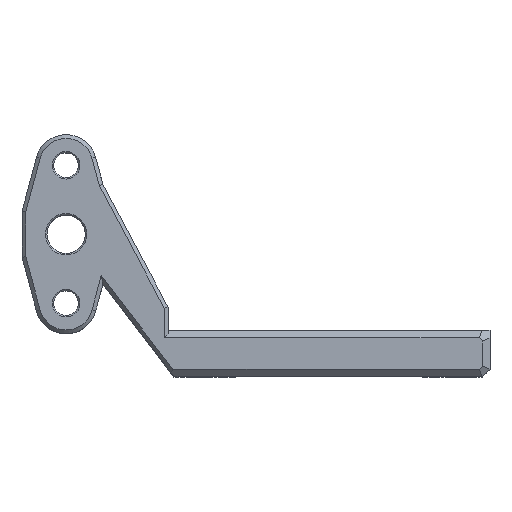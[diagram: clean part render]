
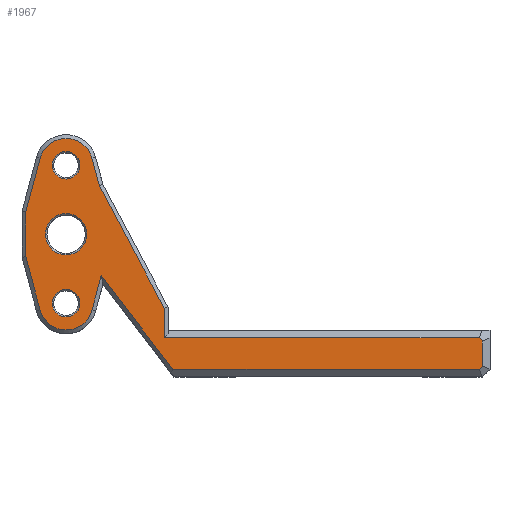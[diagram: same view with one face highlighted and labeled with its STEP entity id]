
A CAD part, top view. The second image highlights one B-rep face of the part: STEP entity #1967.
In plain terms, the highlighted planar face has unit normal (0, 0, 1).
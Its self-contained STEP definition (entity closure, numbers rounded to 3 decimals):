
#32=FACE_BOUND('',#287,.T.);
#33=FACE_BOUND('',#288,.T.);
#34=FACE_BOUND('',#289,.T.);
#80=CIRCLE('',#2123,2.7);
#84=CIRCLE('',#2130,3.5);
#85=CIRCLE('',#2131,3.5);
#86=CIRCLE('',#2132,1.8);
#87=CIRCLE('',#2133,1.8);
#173=FACE_OUTER_BOUND('',#286,.T.);
#286=EDGE_LOOP('',(#1544,#1545,#1546,#1547,#1548,#1549,#1550,#1551,#1552,
#1553,#1554,#1555,#1556,#1557,#1558));
#287=EDGE_LOOP('',(#1559));
#288=EDGE_LOOP('',(#1560));
#289=EDGE_LOOP('',(#1561));
#462=LINE('',#3065,#686);
#465=LINE('',#3070,#689);
#471=LINE('',#3094,#695);
#472=LINE('',#3096,#696);
#473=LINE('',#3099,#697);
#474=LINE('',#3101,#698);
#475=LINE('',#3103,#699);
#476=LINE('',#3105,#700);
#477=LINE('',#3107,#701);
#478=LINE('',#3109,#702);
#479=LINE('',#3111,#703);
#480=LINE('',#3113,#704);
#481=LINE('',#3116,#705);
#686=VECTOR('',#2474,10.);
#689=VECTOR('',#2479,10.);
#695=VECTOR('',#2503,10.);
#696=VECTOR('',#2504,10.);
#697=VECTOR('',#2507,10.);
#698=VECTOR('',#2508,10.);
#699=VECTOR('',#2509,10.);
#700=VECTOR('',#2510,10.);
#701=VECTOR('',#2511,10.);
#702=VECTOR('',#2512,10.);
#703=VECTOR('',#2513,10.);
#704=VECTOR('',#2514,10.);
#705=VECTOR('',#2517,10.);
#910=VERTEX_POINT('',#3062);
#911=VERTEX_POINT('',#3064);
#912=VERTEX_POINT('',#3068);
#915=VERTEX_POINT('',#3078);
#920=VERTEX_POINT('',#3092);
#921=VERTEX_POINT('',#3093);
#922=VERTEX_POINT('',#3095);
#923=VERTEX_POINT('',#3097);
#924=VERTEX_POINT('',#3100);
#925=VERTEX_POINT('',#3102);
#926=VERTEX_POINT('',#3104);
#927=VERTEX_POINT('',#3106);
#928=VERTEX_POINT('',#3108);
#929=VERTEX_POINT('',#3110);
#930=VERTEX_POINT('',#3112);
#931=VERTEX_POINT('',#3114);
#932=VERTEX_POINT('',#3117);
#933=VERTEX_POINT('',#3119);
#1135=EDGE_CURVE('',#910,#911,#462,.T.);
#1138=EDGE_CURVE('',#912,#910,#465,.T.);
#1142=EDGE_CURVE('',#915,#915,#80,.T.);
#1149=EDGE_CURVE('',#920,#921,#471,.T.);
#1150=EDGE_CURVE('',#922,#920,#472,.T.);
#1151=EDGE_CURVE('',#923,#922,#84,.T.);
#1152=EDGE_CURVE('',#911,#923,#473,.T.);
#1153=EDGE_CURVE('',#924,#912,#474,.T.);
#1154=EDGE_CURVE('',#925,#924,#475,.T.);
#1155=EDGE_CURVE('',#926,#925,#476,.T.);
#1156=EDGE_CURVE('',#927,#926,#477,.T.);
#1157=EDGE_CURVE('',#928,#927,#478,.T.);
#1158=EDGE_CURVE('',#929,#928,#479,.T.);
#1159=EDGE_CURVE('',#930,#929,#480,.T.);
#1160=EDGE_CURVE('',#931,#930,#85,.T.);
#1161=EDGE_CURVE('',#921,#931,#481,.T.);
#1162=EDGE_CURVE('',#932,#932,#86,.T.);
#1163=EDGE_CURVE('',#933,#933,#87,.T.);
#1544=ORIENTED_EDGE('',*,*,#1149,.F.);
#1545=ORIENTED_EDGE('',*,*,#1150,.F.);
#1546=ORIENTED_EDGE('',*,*,#1151,.F.);
#1547=ORIENTED_EDGE('',*,*,#1152,.F.);
#1548=ORIENTED_EDGE('',*,*,#1135,.F.);
#1549=ORIENTED_EDGE('',*,*,#1138,.F.);
#1550=ORIENTED_EDGE('',*,*,#1153,.F.);
#1551=ORIENTED_EDGE('',*,*,#1154,.F.);
#1552=ORIENTED_EDGE('',*,*,#1155,.F.);
#1553=ORIENTED_EDGE('',*,*,#1156,.F.);
#1554=ORIENTED_EDGE('',*,*,#1157,.F.);
#1555=ORIENTED_EDGE('',*,*,#1158,.F.);
#1556=ORIENTED_EDGE('',*,*,#1159,.F.);
#1557=ORIENTED_EDGE('',*,*,#1160,.F.);
#1558=ORIENTED_EDGE('',*,*,#1161,.F.);
#1559=ORIENTED_EDGE('',*,*,#1162,.F.);
#1560=ORIENTED_EDGE('',*,*,#1163,.F.);
#1561=ORIENTED_EDGE('',*,*,#1142,.F.);
#1878=PLANE('',#2129);
#1967=ADVANCED_FACE('',(#173,#32,#33,#34),#1878,.T.);
#2123=AXIS2_PLACEMENT_3D('',#3079,#2487,#2488);
#2129=AXIS2_PLACEMENT_3D('',#3091,#2501,#2502);
#2130=AXIS2_PLACEMENT_3D('',#3098,#2505,#2506);
#2131=AXIS2_PLACEMENT_3D('',#3115,#2515,#2516);
#2132=AXIS2_PLACEMENT_3D('',#3118,#2518,#2519);
#2133=AXIS2_PLACEMENT_3D('',#3120,#2520,#2521);
#2474=DIRECTION('',(-0.608,0.794,0.));
#2479=DIRECTION('',(-1.,0.,0.));
#2487=DIRECTION('center_axis',(0.,0.,
1.));
#2488=DIRECTION('ref_axis',(-1.,0.,0.));
#2501=DIRECTION('center_axis',(0.,0.,
1.));
#2502=DIRECTION('ref_axis',(-1.,0.,0.));
#2503=DIRECTION('',(0.,1.,0.));
#2504=DIRECTION('',(-0.259,0.966,0.));
#2505=DIRECTION('center_axis',(0.,0.,
-1.));
#2506=DIRECTION('ref_axis',(0.966,-0.259,0.));
#2507=DIRECTION('',(-0.259,-0.966,0.));
#2508=DIRECTION('',(-0.707,-0.707,0.));
#2509=DIRECTION('',(0.,-1.,0.));
#2510=DIRECTION('',(0.707,-0.707,0.));
#2511=DIRECTION('',(1.,0.,0.));
#2512=DIRECTION('',(0.,-1.,0.));
#2513=DIRECTION('',(0.469,-0.883,0.));
#2514=DIRECTION('',(0.259,-0.966,0.));
#2515=DIRECTION('center_axis',(0.,0.,
-1.));
#2516=DIRECTION('ref_axis',(-0.966,0.259,0.));
#2517=DIRECTION('',(0.259,0.966,0.));
#2518=DIRECTION('center_axis',(0.,0.,
1.));
#2519=DIRECTION('ref_axis',(-1.,0.,0.));
#2520=DIRECTION('center_axis',(0.,0.,
1.));
#2521=DIRECTION('ref_axis',(-1.,0.,0.));
#3062=CARTESIAN_POINT('',(173.196,-182.4,-12.11));
#3064=CARTESIAN_POINT('',(163.836,-170.19,-12.11));
#3065=CARTESIAN_POINT('',(173.977,-183.419,-12.11));
#3068=CARTESIAN_POINT('',(213.152,-182.4,-12.11));
#3070=CARTESIAN_POINT('',(173.476,-182.4,-12.11));
#3078=CARTESIAN_POINT('',(161.949,-164.782,-12.11));
#3079=CARTESIAN_POINT('Origin',(159.249,-164.782,-12.11));
#3091=CARTESIAN_POINT('Origin',(168.886,-189.423,-12.11));
#3092=CARTESIAN_POINT('',(153.999,-167.716,-12.11));
#3093=CARTESIAN_POINT('',(153.999,-161.848,-12.11));
#3094=CARTESIAN_POINT('',(153.999,-178.602,-12.11));
#3095=CARTESIAN_POINT('',(155.869,-174.688,-12.11));
#3096=CARTESIAN_POINT('',(158.148,-183.19,-12.11));
#3097=CARTESIAN_POINT('',(162.63,-174.688,-12.11));
#3098=CARTESIAN_POINT('Origin',(159.249,-173.782,-12.11));
#3099=CARTESIAN_POINT('',(161.94,-177.261,-12.11));
#3100=CARTESIAN_POINT('',(213.566,-181.986,-12.11));
#3101=CARTESIAN_POINT('',(200.433,-195.118,-12.11));
#3102=CARTESIAN_POINT('',(213.566,-178.714,-12.11));
#3103=CARTESIAN_POINT('',(213.566,-184.861,-12.11));
#3104=CARTESIAN_POINT('',(213.152,-178.3,-12.11));
#3105=CARTESIAN_POINT('',(204.97,-170.118,-12.11));
#3106=CARTESIAN_POINT('',(172.066,-178.3,-12.11));
#3107=CARTESIAN_POINT('',(173.476,-178.3,-12.11));
#3108=CARTESIAN_POINT('',(172.066,-174.424,-12.11));
#3109=CARTESIAN_POINT('',(172.066,-181.861,-12.11));
#3110=CARTESIAN_POINT('',(163.588,-158.448,-12.11));
#3111=CARTESIAN_POINT('',(170.596,-171.655,-12.11));
#3112=CARTESIAN_POINT('',(162.63,-154.875,-12.11));
#3113=CARTESIAN_POINT('',(167.161,-171.773,-12.11));
#3114=CARTESIAN_POINT('',(155.869,-154.875,-12.11));
#3115=CARTESIAN_POINT('Origin',(159.249,-155.782,-12.11));
#3116=CARTESIAN_POINT('',(151.041,-172.88,-12.11));
#3117=CARTESIAN_POINT('',(161.049,-155.782,-12.11));
#3118=CARTESIAN_POINT('Origin',(159.249,-155.782,-12.11));
#3119=CARTESIAN_POINT('',(161.049,-173.782,-12.11));
#3120=CARTESIAN_POINT('Origin',(159.249,-173.782,-12.11));
